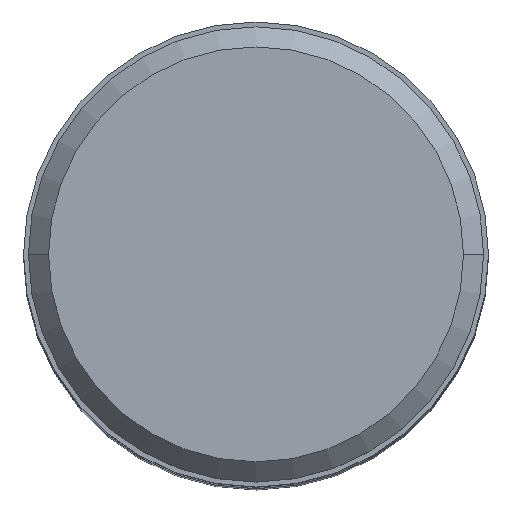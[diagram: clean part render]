
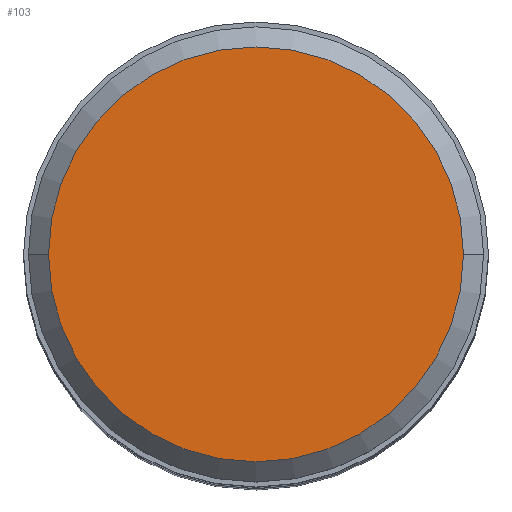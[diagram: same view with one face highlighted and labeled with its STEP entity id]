
A CAD part, top view. The second image highlights one B-rep face of the part: STEP entity #103.
In plain terms, the highlighted planar face has unit normal (0, 0, 1).
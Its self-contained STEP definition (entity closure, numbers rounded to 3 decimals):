
#58=PLANE('',#900);
#103=ADVANCED_FACE('',(#164),#58,.F.);
#164=FACE_OUTER_BOUND('',#214,.T.);
#214=EDGE_LOOP('',(#318,#319));
#318=ORIENTED_EDGE('',*,*,#538,.T.);
#319=ORIENTED_EDGE('',*,*,#539,.T.);
#466=VERTEX_POINT('',#1513);
#467=VERTEX_POINT('',#1514);
#538=EDGE_CURVE('',#466,#467,#643,.T.);
#539=EDGE_CURVE('',#467,#466,#644,.T.);
#643=CIRCLE('',#898,22.665);
#644=CIRCLE('',#899,22.665);
#898=AXIS2_PLACEMENT_3D('',#1512,#1097,#1098);
#899=AXIS2_PLACEMENT_3D('',#1515,#1099,#1100);
#900=AXIS2_PLACEMENT_3D('',#1516,#1101,#1102);
#1097=DIRECTION('',(0.,0.,1.));
#1098=DIRECTION('',(1.,0.,0.));
#1099=DIRECTION('',(0.,0.,1.));
#1100=DIRECTION('',(-1.,0.,0.));
#1101=DIRECTION('',(0.,0.,-1.));
#1102=DIRECTION('',(1.,0.,0.));
#1512=CARTESIAN_POINT('',(0.,0.,43.66));
#1513=CARTESIAN_POINT('',(22.665,0.,43.66));
#1514=CARTESIAN_POINT('',(-22.665,0.,43.66));
#1515=CARTESIAN_POINT('',(0.,0.,43.66));
#1516=CARTESIAN_POINT('',(0.,0.,43.66));
